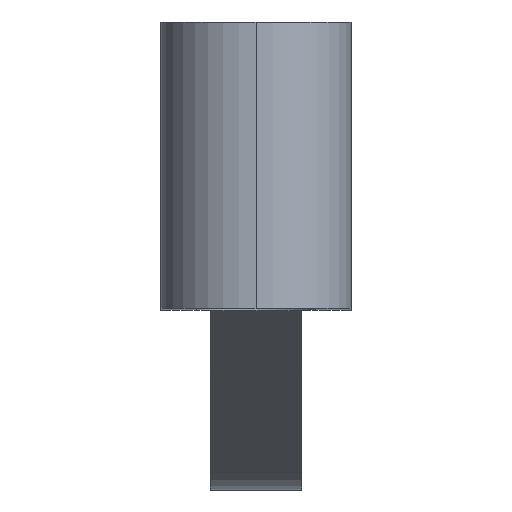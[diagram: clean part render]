
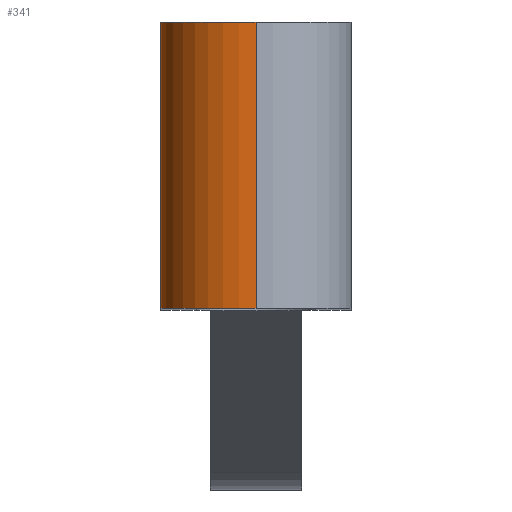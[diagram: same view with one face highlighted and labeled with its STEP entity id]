
A CAD part, top view. The second image highlights one B-rep face of the part: STEP entity #341.
In plain terms, the highlighted cylindrical face has radius 3.175 mm (diameter 6.35 mm), a partial arc.
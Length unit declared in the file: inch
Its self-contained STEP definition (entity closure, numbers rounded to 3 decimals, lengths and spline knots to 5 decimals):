
#32 = FACE_OUTER_BOUND ( 'NONE', #845, .T. ) ;
#40 = CARTESIAN_POINT ( 'NONE',  ( 0., -1.12849, 2.60625 ) ) ;
#78 = CARTESIAN_POINT ( 'NONE',  ( 0., 0.89062, 2.60625 ) ) ;
#82 = EDGE_CURVE ( 'NONE', #428, #460, #772, .T. ) ;
#85 = AXIS2_PLACEMENT_3D ( 'NONE', #790, #300, #722 ) ;
#221 = DIRECTION ( 'NONE',  ( 0., -1., 0. ) ) ;
#224 = EDGE_CURVE ( 'NONE', #725, #428, #489, .T. ) ;
#241 = CARTESIAN_POINT ( 'NONE',  ( -0.125, 0.89062, 2.48125 ) ) ;
#274 = ORIENTED_EDGE ( 'NONE', *, *, #393, .T. ) ;
#300 = DIRECTION ( 'NONE',  ( 0., 1., 0. ) ) ;
#306 = CARTESIAN_POINT ( 'NONE',  ( 0., -1.12849, 2.48125 ) ) ;
#315 = DIRECTION ( 'NONE',  ( 0., 1., 0. ) ) ;
#341 = ADVANCED_FACE ( 'NONE', ( #32 ), #446, .T. ) ;
#353 = VECTOR ( 'NONE', #315, 39.37008 ) ;
#366 = DIRECTION ( 'NONE',  ( 0., 0., 1. ) ) ;
#374 = DIRECTION ( 'NONE',  ( 0., 1., 0. ) ) ;
#393 = EDGE_CURVE ( 'NONE', #725, #714, #875, .T. ) ;
#400 = CARTESIAN_POINT ( 'NONE',  ( -0.125, -1.12849, 2.48125 ) ) ;
#428 = VERTEX_POINT ( 'NONE', #667 ) ;
#446 = CYLINDRICAL_SURFACE ( 'NONE', #610, 0.125 ) ;
#447 = VECTOR ( 'NONE', #797, 39.37008 ) ;
#460 = VERTEX_POINT ( 'NONE', #241 ) ;
#489 = CIRCLE ( 'NONE', #825, 0.125 ) ;
#579 = ORIENTED_EDGE ( 'NONE', *, *, #82, .F. ) ;
#590 = DIRECTION ( 'NONE',  ( 0., 0., 1. ) ) ;
#610 = AXIS2_PLACEMENT_3D ( 'NONE', #306, #374, #590 ) ;
#646 = CIRCLE ( 'NONE', #85, 0.125 ) ;
#664 = ORIENTED_EDGE ( 'NONE', *, *, #224, .F. ) ;
#667 = CARTESIAN_POINT ( 'NONE',  ( -0.125, 0.51562, 2.48125 ) ) ;
#714 = VERTEX_POINT ( 'NONE', #78 ) ;
#719 = ORIENTED_EDGE ( 'NONE', *, *, #743, .F. ) ;
#722 = DIRECTION ( 'NONE',  ( 0., 0., 1. ) ) ;
#723 = CARTESIAN_POINT ( 'NONE',  ( 0., 0.51562, 2.48125 ) ) ;
#725 = VERTEX_POINT ( 'NONE', #776 ) ;
#743 = EDGE_CURVE ( 'NONE', #460, #714, #646, .T. ) ;
#772 = LINE ( 'NONE', #400, #353 ) ;
#776 = CARTESIAN_POINT ( 'NONE',  ( 0., 0.51562, 2.60625 ) ) ;
#790 = CARTESIAN_POINT ( 'NONE',  ( 0., 0.89062, 2.48125 ) ) ;
#797 = DIRECTION ( 'NONE',  ( 0., 1., 0. ) ) ;
#825 = AXIS2_PLACEMENT_3D ( 'NONE', #723, #221, #366 ) ;
#845 = EDGE_LOOP ( 'NONE', ( #664, #274, #719, #579 ) ) ;
#875 = LINE ( 'NONE', #40, #447 ) ;
